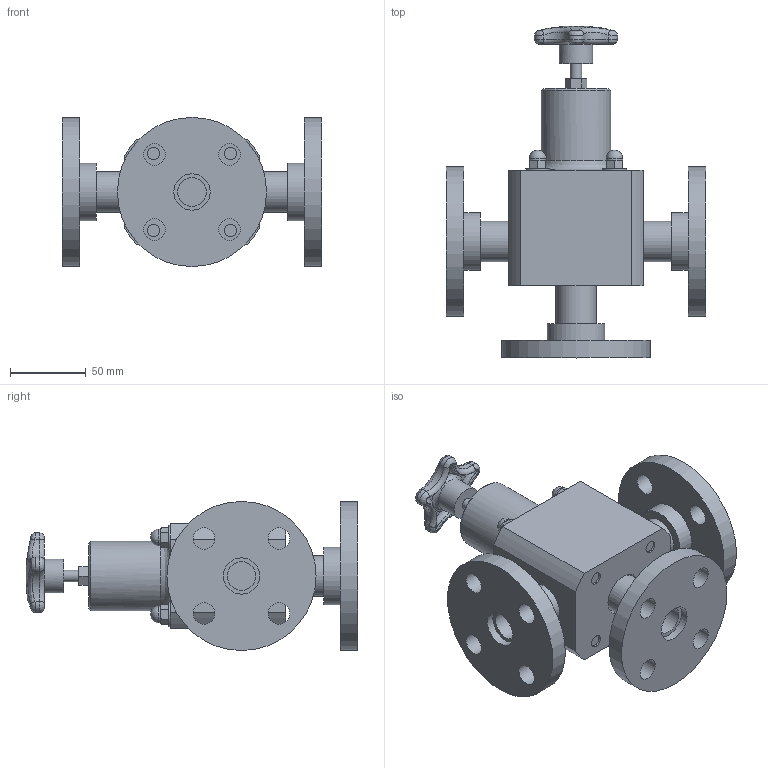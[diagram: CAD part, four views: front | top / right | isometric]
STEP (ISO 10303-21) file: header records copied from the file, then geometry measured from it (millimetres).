
FILE_DESCRIPTION((''),'2;1');
FILE_NAME('TVPF75-PP-G_R0.ipt.stp','2017-04-04T12:15:11',(''),(''),'Autodesk Inventor 2009','Autodesk Inventor 2009','');
FILE_SCHEMA(('AUTOMOTIVE_DESIGN { 1 0 10303 214 1 1 1 1 }'));
Length unit declared in the file: inch
Products named in the file (1): TVPF75-PP-G_R0
Bounding box: 171.45 x 219.07 x 98.42 mm (x, y, z)
Volume: 847520.2 mm3; surface area: 125972 mm2
Topology: 1 solids, 6 shells, 362 faces, 843 edges, 521 vertices
Faces by surface type: plane 143, bspline 101, cylinder 74, sphere 17, torus 15, cone 12
Full cylindrical faces by diameter (mm): 4.445 x4, 7.442 x1, 10.998 x4, 14.224 x12, 15.875 x4, 18.847 x3, 22.098 x1, 24.003 x3, 26.67 x3, 38.1 x3, 45.72 x1, 60.325 x1, 60.96 x1, 98.425 x3
Entity records: 14443 total; most frequent: CARTESIAN_POINT 6677, ORIENTED_EDGE 1520, DIRECTION 1462, EDGE_CURVE 760, AXIS2_PLACEMENT_3D 643, VERTEX_POINT 507, EDGE_LOOP 485, CIRCLE 381
